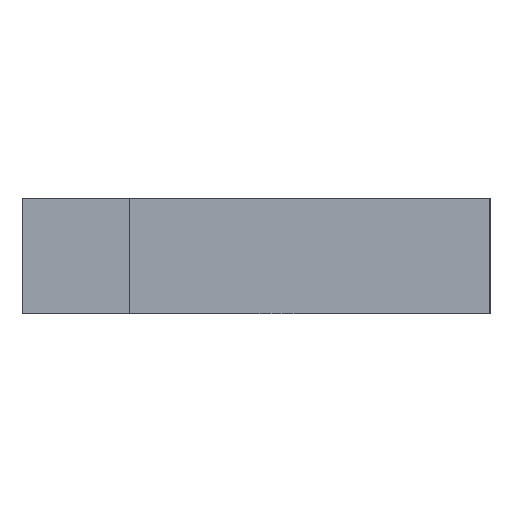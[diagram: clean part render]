
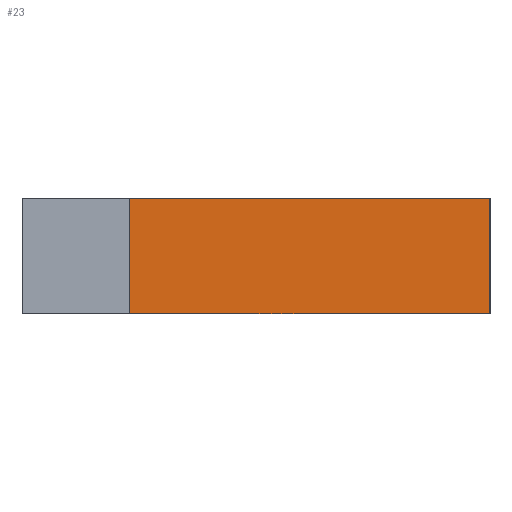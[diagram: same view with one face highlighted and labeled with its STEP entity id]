
A CAD part, left-side view. The second image highlights one B-rep face of the part: STEP entity #23.
In plain terms, the highlighted planar face has unit normal (-1, 0, 0).
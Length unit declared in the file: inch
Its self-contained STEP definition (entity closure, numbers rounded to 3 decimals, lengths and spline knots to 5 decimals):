
#8 = CARTESIAN_POINT ( 'NONE',  ( -1.75, -0.975, -0.48 ) ) ;
#23 = ADVANCED_FACE ( 'NONE', ( #75 ), #635, .F. ) ;
#75 = FACE_OUTER_BOUND ( 'NONE', #615, .T. ) ;
#121 = VERTEX_POINT ( 'NONE', #500 ) ;
#130 = CARTESIAN_POINT ( 'NONE',  ( -1.75, 0.525, -0.48 ) ) ;
#137 = DIRECTION ( 'NONE',  ( 0., 1., 0. ) ) ;
#159 = DIRECTION ( 'NONE',  ( 0., 0., 1. ) ) ;
#177 = VECTOR ( 'NONE', #159, 39.37008 ) ;
#198 = CARTESIAN_POINT ( 'NONE',  ( -1.75, -0.975, -0.48 ) ) ;
#201 = LINE ( 'NONE', #198, #689 ) ;
#249 = ORIENTED_EDGE ( 'NONE', *, *, #630, .F. ) ;
#271 = CARTESIAN_POINT ( 'NONE',  ( -1.75, 0.525, -0.48 ) ) ;
#297 = EDGE_CURVE ( 'NONE', #121, #585, #432, .T. ) ;
#354 = DIRECTION ( 'NONE',  ( 1., 0., 0. ) ) ;
#356 = AXIS2_PLACEMENT_3D ( 'NONE', #130, #354, #584 ) ;
#365 = VERTEX_POINT ( 'NONE', #8 ) ;
#376 = CARTESIAN_POINT ( 'NONE',  ( -1.75, 0.525, -0.48 ) ) ;
#419 = CARTESIAN_POINT ( 'NONE',  ( -1.75, 0.525, 0. ) ) ;
#432 = LINE ( 'NONE', #419, #678 ) ;
#481 = EDGE_CURVE ( 'NONE', #365, #121, #201, .T. ) ;
#500 = CARTESIAN_POINT ( 'NONE',  ( -1.75, -0.975, 0. ) ) ;
#524 = ORIENTED_EDGE ( 'NONE', *, *, #297, .T. ) ;
#554 = CARTESIAN_POINT ( 'NONE',  ( -1.75, 0.525, -0.48 ) ) ;
#566 = VECTOR ( 'NONE', #662, 39.37008 ) ;
#584 = DIRECTION ( 'NONE',  ( 0., 1., 0. ) ) ;
#585 = VERTEX_POINT ( 'NONE', #734 ) ;
#595 = DIRECTION ( 'NONE',  ( 0., 0., 1. ) ) ;
#606 = EDGE_CURVE ( 'NONE', #365, #670, #652, .T. ) ;
#615 = EDGE_LOOP ( 'NONE', ( #524, #249, #645, #680 ) ) ;
#630 = EDGE_CURVE ( 'NONE', #670, #585, #722, .T. ) ;
#635 = PLANE ( 'NONE',  #356 ) ;
#645 = ORIENTED_EDGE ( 'NONE', *, *, #606, .F. ) ;
#652 = LINE ( 'NONE', #376, #566 ) ;
#662 = DIRECTION ( 'NONE',  ( 0., 1., 0. ) ) ;
#670 = VERTEX_POINT ( 'NONE', #271 ) ;
#678 = VECTOR ( 'NONE', #137, 39.37008 ) ;
#680 = ORIENTED_EDGE ( 'NONE', *, *, #481, .T. ) ;
#689 = VECTOR ( 'NONE', #595, 39.37008 ) ;
#722 = LINE ( 'NONE', #554, #177 ) ;
#734 = CARTESIAN_POINT ( 'NONE',  ( -1.75, 0.525, 0. ) ) ;
